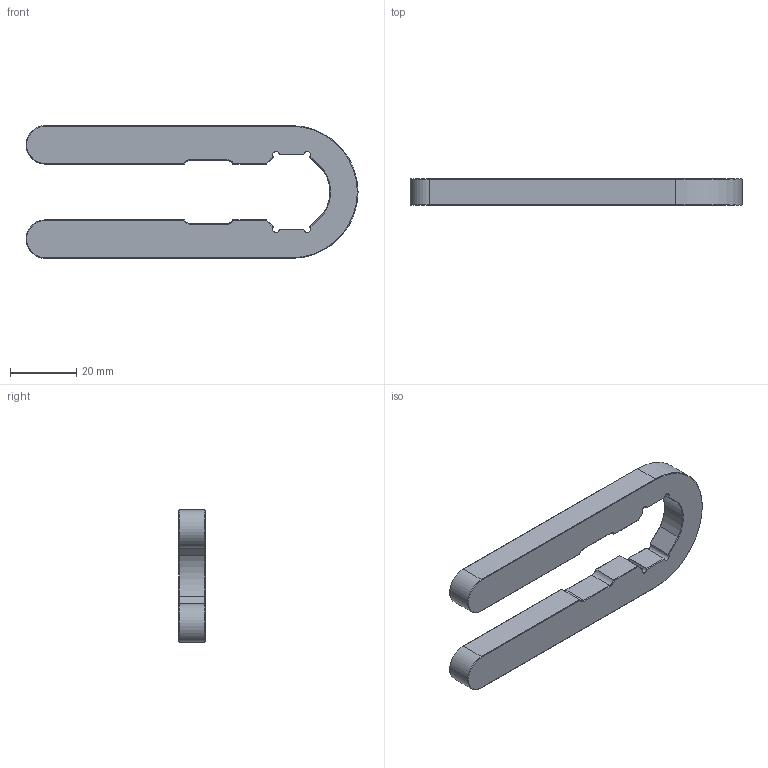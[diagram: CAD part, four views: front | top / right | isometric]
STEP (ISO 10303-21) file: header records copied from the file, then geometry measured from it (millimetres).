
FILE_DESCRIPTION((''),'2;1');
FILE_NAME('30009326','2023-11-29T16:05:29',('phk'),(''),'CREO PARAMETRIC BY PTC INC, 2021184','CREO PARAMETRIC BY PTC INC, 2021184','');
FILE_SCHEMA(('AP242_MANAGED_MODEL_BASED_3D_ENGINEERING_MIM_LF { 1 0 10303 442 1 1 4 }'));
Length unit declared in the file: millimetre
Products named in the file (1): 30009326
Bounding box: 100 x 8 x 40 mm (x, y, z)
Volume: 17382.5 mm3; surface area: 7811.7 mm2
Topology: 1 solids, 1 shells, 220 faces, 567 edges, 366 vertices
Faces by surface type: plane 168, extrusion 24, cone 16, cylinder 12
Entity records: 7876 total; most frequent: CARTESIAN_POINT 1689, ORIENTED_EDGE 1134, DIRECTION 959, EDGE_CURVE 567, VECTOR 483, LINE 459, VERTEX_POINT 366, AXIS2_PLACEMENT_3D 238
